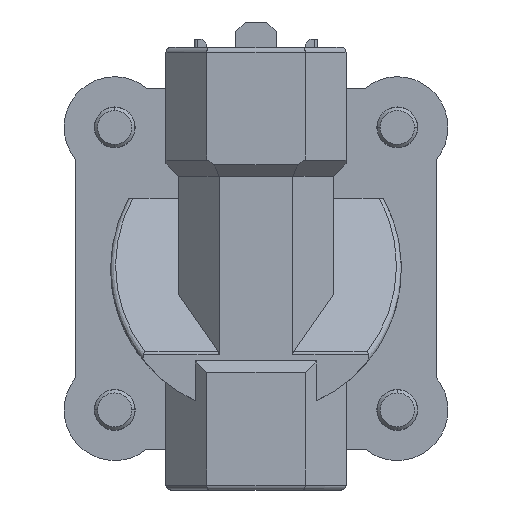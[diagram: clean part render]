
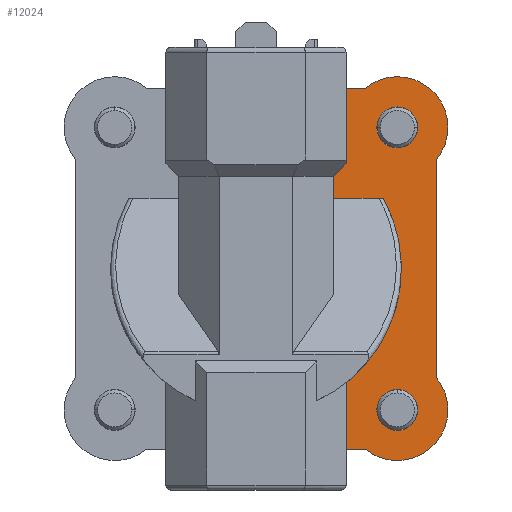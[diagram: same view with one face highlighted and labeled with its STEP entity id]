
A CAD part, front view. The second image highlights one B-rep face of the part: STEP entity #12024.
In plain terms, the highlighted planar face has unit normal (0, -1, 0).
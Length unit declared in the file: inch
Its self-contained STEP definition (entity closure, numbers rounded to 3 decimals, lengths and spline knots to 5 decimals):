
#162 = DIRECTION ( 'NONE',  ( -1., 0., 0. ) ) ;
#191 = CIRCLE ( 'NONE', #3547, 0.125 ) ;
#234 = CARTESIAN_POINT ( 'NONE',  ( 0.865, 0.31, 0.865 ) ) ;
#263 = EDGE_LOOP ( 'NONE', ( #9445, #6574 ) ) ;
#293 = DIRECTION ( 'NONE',  ( 0., 0., 1. ) ) ;
#351 = CARTESIAN_POINT ( 'NONE',  ( 1.105, 0.31, -1.105 ) ) ;
#491 = AXIS2_PLACEMENT_3D ( 'NONE', #8671, #9906, #1666 ) ;
#542 = CARTESIAN_POINT ( 'NONE',  ( 0., 0.31, 0.43 ) ) ;
#735 = EDGE_CURVE ( 'NONE', #5092, #9771, #4227, .T. ) ;
#755 = DIRECTION ( 'NONE',  ( -1., 0., 0. ) ) ;
#849 = DIRECTION ( 'NONE',  ( -1., 0., 0. ) ) ;
#889 = CARTESIAN_POINT ( 'NONE',  ( 0.66879, 0.31, 1.105 ) ) ;
#950 = FACE_BOUND ( 'NONE', #263, .T. ) ;
#1045 = LINE ( 'NONE', #6075, #4244 ) ;
#1051 = ORIENTED_EDGE ( 'NONE', *, *, #9306, .F. ) ;
#1115 = VERTEX_POINT ( 'NONE', #9308 ) ;
#1214 = LINE ( 'NONE', #351, #10217 ) ;
#1299 = DIRECTION ( 'NONE',  ( 0., 0., -1. ) ) ;
#1365 = VERTEX_POINT ( 'NONE', #3026 ) ;
#1452 = CARTESIAN_POINT ( 'NONE',  ( 0.66879, 0.31, -1.105 ) ) ;
#1475 = CARTESIAN_POINT ( 'NONE',  ( 0.475, 0.31, 0.665 ) ) ;
#1652 = ORIENTED_EDGE ( 'NONE', *, *, #6713, .F. ) ;
#1666 = DIRECTION ( 'NONE',  ( -1., 0., 0. ) ) ;
#1806 = LINE ( 'NONE', #7684, #3638 ) ;
#1970 = VECTOR ( 'NONE', #11706, 39.37008 ) ;
#2026 = DIRECTION ( 'NONE',  ( -0.707, 0., -0.707 ) ) ;
#2265 = EDGE_CURVE ( 'NONE', #12646, #6687, #11660, .T. ) ;
#2267 = CARTESIAN_POINT ( 'NONE',  ( 0.865, 0.31, -0.865 ) ) ;
#2363 = AXIS2_PLACEMENT_3D ( 'NONE', #2267, #3258, #9270 ) ;
#2570 = EDGE_LOOP ( 'NONE', ( #12033, #4739 ) ) ;
#2686 = CARTESIAN_POINT ( 'NONE',  ( 0.865, 0.31, 0.865 ) ) ;
#2830 = CARTESIAN_POINT ( 'NONE',  ( 0.551, 0.31, -0.69893 ) ) ;
#2970 = CARTESIAN_POINT ( 'NONE',  ( 0., 0.31, 0. ) ) ;
#3026 = CARTESIAN_POINT ( 'NONE',  ( 1.105, 0.31, -0.66879 ) ) ;
#3120 = DIRECTION ( 'NONE',  ( -1., 0., 0. ) ) ;
#3180 = AXIS2_PLACEMENT_3D ( 'NONE', #11650, #12569, #7531 ) ;
#3184 = CARTESIAN_POINT ( 'NONE',  ( 0.865, 0.31, -0.865 ) ) ;
#3240 = LINE ( 'NONE', #1475, #8227 ) ;
#3258 = DIRECTION ( 'NONE',  ( 0., 1., 0. ) ) ;
#3547 = AXIS2_PLACEMENT_3D ( 'NONE', #4757, #8610, #12604 ) ;
#3638 = VECTOR ( 'NONE', #11676, 39.37008 ) ;
#3793 = LINE ( 'NONE', #542, #10639 ) ;
#3836 = AXIS2_PLACEMENT_3D ( 'NONE', #2970, #3886, #755 ) ;
#3886 = DIRECTION ( 'NONE',  ( 0., 1., 0. ) ) ;
#4023 = AXIS2_PLACEMENT_3D ( 'NONE', #2686, #4717, #849 ) ;
#4215 = DIRECTION ( 'NONE',  ( -1., 0., 0. ) ) ;
#4227 = CIRCLE ( 'NONE', #12170, 0.125 ) ;
#4233 = CIRCLE ( 'NONE', #4023, 0.125 ) ;
#4244 = VECTOR ( 'NONE', #2026, 39.37008 ) ;
#4381 = EDGE_CURVE ( 'NONE', #11928, #12863, #3240, .T. ) ;
#4483 = ORIENTED_EDGE ( 'NONE', *, *, #8697, .T. ) ;
#4645 = ORIENTED_EDGE ( 'NONE', *, *, #12005, .T. ) ;
#4717 = DIRECTION ( 'NONE',  ( 0., 1., 0. ) ) ;
#4731 = ORIENTED_EDGE ( 'NONE', *, *, #11082, .T. ) ;
#4739 = ORIENTED_EDGE ( 'NONE', *, *, #12767, .T. ) ;
#4757 = CARTESIAN_POINT ( 'NONE',  ( 0.865, 0.31, -0.865 ) ) ;
#4775 = LINE ( 'NONE', #9742, #1970 ) ;
#5092 = VERTEX_POINT ( 'NONE', #12354 ) ;
#5585 = CARTESIAN_POINT ( 'NONE',  ( 0.475, 0.31, 0.43 ) ) ;
#5851 = FACE_BOUND ( 'NONE', #2570, .T. ) ;
#5905 = DIRECTION ( 'NONE',  ( 1., 0., 0. ) ) ;
#6075 = CARTESIAN_POINT ( 'NONE',  ( 0.475, 0.31, 0.565 ) ) ;
#6538 = CARTESIAN_POINT ( 'NONE',  ( 0.551, 0.31, 1.105 ) ) ;
#6574 = ORIENTED_EDGE ( 'NONE', *, *, #10141, .T. ) ;
#6595 = EDGE_CURVE ( 'NONE', #10210, #10595, #191, .T. ) ;
#6687 = VERTEX_POINT ( 'NONE', #889 ) ;
#6713 = EDGE_CURVE ( 'NONE', #10011, #1115, #1214, .T. ) ;
#6771 = VERTEX_POINT ( 'NONE', #11141 ) ;
#6832 = PLANE ( 'NONE',  #3836 ) ;
#6935 = ORIENTED_EDGE ( 'NONE', *, *, #11003, .T. ) ;
#6975 = VECTOR ( 'NONE', #5905, 39.37008 ) ;
#7114 = LINE ( 'NONE', #10253, #9691 ) ;
#7180 = DIRECTION ( 'NONE',  ( 0., -1., 0. ) ) ;
#7531 = DIRECTION ( 'NONE',  ( 1., 0., 0. ) ) ;
#7534 = ORIENTED_EDGE ( 'NONE', *, *, #10056, .F. ) ;
#7588 = CIRCLE ( 'NONE', #2363, 0.125 ) ;
#7609 = CIRCLE ( 'NONE', #9488, 0.31 ) ;
#7684 = CARTESIAN_POINT ( 'NONE',  ( 1.105, 0.31, 1.105 ) ) ;
#8104 = ORIENTED_EDGE ( 'NONE', *, *, #2265, .F. ) ;
#8227 = VECTOR ( 'NONE', #293, 39.37008 ) ;
#8555 = EDGE_CURVE ( 'NONE', #11928, #6771, #3793, .T. ) ;
#8583 = ORIENTED_EDGE ( 'NONE', *, *, #11095, .T. ) ;
#8610 = DIRECTION ( 'NONE',  ( 0., 1., 0. ) ) ;
#8617 = VERTEX_POINT ( 'NONE', #2830 ) ;
#8671 = CARTESIAN_POINT ( 'NONE',  ( 0.865, 0.31, 0.865 ) ) ;
#8673 = CARTESIAN_POINT ( 'NONE',  ( 1.105, 0.31, 0.66879 ) ) ;
#8697 = EDGE_CURVE ( 'NONE', #11347, #12863, #1045, .T. ) ;
#8714 = CARTESIAN_POINT ( 'NONE',  ( 0.99, 0.31, -0.865 ) ) ;
#8827 = CIRCLE ( 'NONE', #3180, 0.89 ) ;
#8843 = CIRCLE ( 'NONE', #491, 0.31 ) ;
#8855 = FACE_OUTER_BOUND ( 'NONE', #12265, .T. ) ;
#9270 = DIRECTION ( 'NONE',  ( -1., 0., 0. ) ) ;
#9306 = EDGE_CURVE ( 'NONE', #11681, #1365, #1806, .T. ) ;
#9308 = CARTESIAN_POINT ( 'NONE',  ( 0.551, 0.31, -1.105 ) ) ;
#9445 = ORIENTED_EDGE ( 'NONE', *, *, #6595, .T. ) ;
#9488 = AXIS2_PLACEMENT_3D ( 'NONE', #3184, #7180, #3120 ) ;
#9627 = CARTESIAN_POINT ( 'NONE',  ( 0.99, 0.31, 0.865 ) ) ;
#9653 = CARTESIAN_POINT ( 'NONE',  ( 0.551, 0.31, 0.641 ) ) ;
#9691 = VECTOR ( 'NONE', #1299, 39.37008 ) ;
#9742 = CARTESIAN_POINT ( 'NONE',  ( 0.551, 0.31, 1.355 ) ) ;
#9771 = VERTEX_POINT ( 'NONE', #9627 ) ;
#9906 = DIRECTION ( 'NONE',  ( 0., -1., 0. ) ) ;
#10011 = VERTEX_POINT ( 'NONE', #1452 ) ;
#10056 = EDGE_CURVE ( 'NONE', #8617, #6771, #8827, .T. ) ;
#10141 = EDGE_CURVE ( 'NONE', #10595, #10210, #7588, .T. ) ;
#10210 = VERTEX_POINT ( 'NONE', #12221 ) ;
#10217 = VECTOR ( 'NONE', #162, 39.37008 ) ;
#10253 = CARTESIAN_POINT ( 'NONE',  ( 0.551, 0.31, 1.355 ) ) ;
#10595 = VERTEX_POINT ( 'NONE', #8714 ) ;
#10639 = VECTOR ( 'NONE', #12511, 39.37008 ) ;
#11003 = EDGE_CURVE ( 'NONE', #8617, #1115, #4775, .T. ) ;
#11082 = EDGE_CURVE ( 'NONE', #12646, #11347, #7114, .T. ) ;
#11095 = EDGE_CURVE ( 'NONE', #10011, #1365, #7609, .T. ) ;
#11141 = CARTESIAN_POINT ( 'NONE',  ( 0.77923, 0.31, 0.43 ) ) ;
#11216 = DIRECTION ( 'NONE',  ( 0., 1., 0. ) ) ;
#11347 = VERTEX_POINT ( 'NONE', #9653 ) ;
#11650 = CARTESIAN_POINT ( 'NONE',  ( 0., 0.31, 0. ) ) ;
#11660 = LINE ( 'NONE', #12656, #6975 ) ;
#11676 = DIRECTION ( 'NONE',  ( 0., 0., -1. ) ) ;
#11681 = VERTEX_POINT ( 'NONE', #8673 ) ;
#11706 = DIRECTION ( 'NONE',  ( 0., 0., -1. ) ) ;
#11893 = CARTESIAN_POINT ( 'NONE',  ( 0.475, 0.31, 0.565 ) ) ;
#11928 = VERTEX_POINT ( 'NONE', #5585 ) ;
#12005 = EDGE_CURVE ( 'NONE', #11681, #6687, #8843, .T. ) ;
#12024 = ADVANCED_FACE ( 'NONE', ( #950, #5851, #8855 ), #6832, .F. ) ;
#12033 = ORIENTED_EDGE ( 'NONE', *, *, #735, .T. ) ;
#12170 = AXIS2_PLACEMENT_3D ( 'NONE', #234, #11216, #4215 ) ;
#12221 = CARTESIAN_POINT ( 'NONE',  ( 0.74, 0.31, -0.865 ) ) ;
#12261 = ORIENTED_EDGE ( 'NONE', *, *, #8555, .T. ) ;
#12265 = EDGE_LOOP ( 'NONE', ( #4645, #8104, #4731, #4483, #12572, #12261, #7534, #6935, #1652, #8583, #1051 ) ) ;
#12354 = CARTESIAN_POINT ( 'NONE',  ( 0.74, 0.31, 0.865 ) ) ;
#12511 = DIRECTION ( 'NONE',  ( 1., 0., 0. ) ) ;
#12569 = DIRECTION ( 'NONE',  ( 0., -1., 0. ) ) ;
#12572 = ORIENTED_EDGE ( 'NONE', *, *, #4381, .F. ) ;
#12604 = DIRECTION ( 'NONE',  ( -1., 0., 0. ) ) ;
#12646 = VERTEX_POINT ( 'NONE', #6538 ) ;
#12656 = CARTESIAN_POINT ( 'NONE',  ( 1.105, 0.31, 1.105 ) ) ;
#12767 = EDGE_CURVE ( 'NONE', #9771, #5092, #4233, .T. ) ;
#12863 = VERTEX_POINT ( 'NONE', #11893 ) ;
